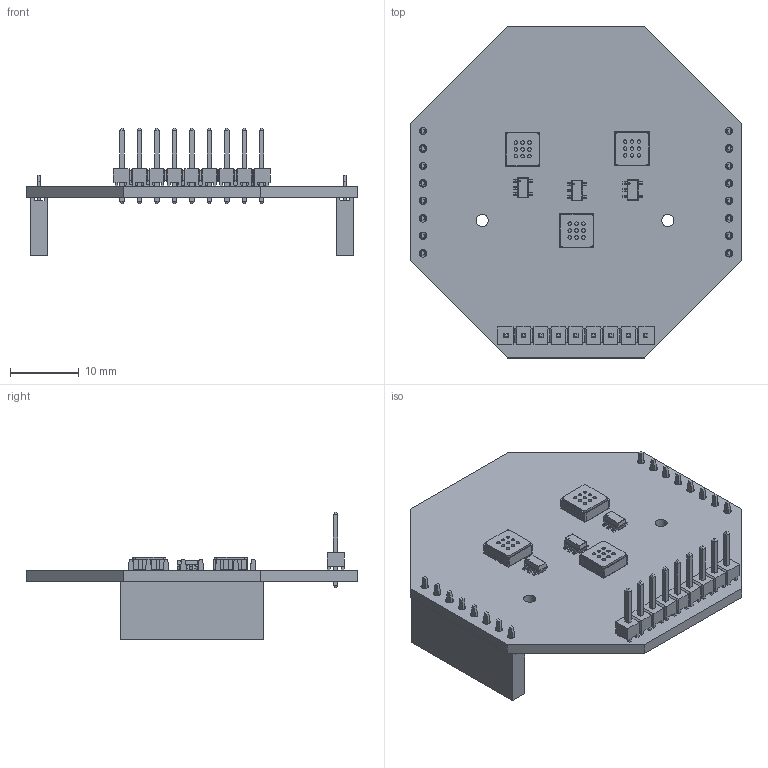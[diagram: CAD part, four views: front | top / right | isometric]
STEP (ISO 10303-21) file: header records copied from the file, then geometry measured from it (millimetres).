
FILE_DESCRIPTION(('Open CASCADE Model'),'2;1');
FILE_NAME('Open CASCADE Shape Model','2024-09-27T15:14:45',('Author'),( 'Open CASCADE'),'Open CASCADE STEP processor 7.5','Open CASCADE 7.5' ,'Unknown');
FILE_SCHEMA(('AUTOMOTIVE_DESIGN { 1 0 10303 214 1 1 1 1 }'));
Length unit declared in the file: millimetre
Products named in the file (23): PCB; Board; Open CASCADE STEP translator 7.5 1.1.1; IC_; 7827693344; Body; PinsArrayL; PinsArrayR; _; GM-402B; 6735736160; Extruded; J4; HTSW-109-07-G-S; T-1S6-07-HTSW-1--07-9-S; HTSW-109-07-G-S_body; J3; PPTC081LFBN-RC--3DModel-STEP-56544; J2
Assembly tree (29 placements, depth 4):
  PCB
    Board
      Open CASCADE STEP translator 7.5 1.1.1
    IC_
      7827693344
        Body
        PinsArrayL
        PinsArrayR
    IC_
      7827693344
        Body
        PinsArrayL
        PinsArrayR
    IC_
      7827693344
        Body
        PinsArrayL
        PinsArrayR
    _
      GM-402B
      6735736160
        Extruded
    _
      GM-402B
      6735736160
        Extruded
    _
      GM-402B
      6735736160
        Extruded
    J4
      HTSW-109-07-G-S
        T-1S6-07-HTSW-1--07-9-S
        HTSW-109-07-G-S_body
    J3
      PPTC081LFBN-RC--3DModel-STEP-56544
    J2
      PPTC081LFBN-RC--3DModel-STEP-56544
Bounding box: 48.28 x 48.28 x 18.49 mm (x, y, z)
Volume: 4233.9 mm3; surface area: 7337.3 mm2
Topology: 45 solids, 45 shells, 1377 faces, 3491 edges, 2234 vertices
Faces by surface type: plane 1104, cylinder 273
Full cylindrical faces by diameter (mm): 0.2 x3, 1.02 x9, 1.1 x16, 1.75 x2
Entity records: 26538 total; most frequent: CARTESIAN_POINT 4442, ORIENTED_EDGE 4350, DIRECTION 4195, EDGE_CURVE 2175, LINE 1933, VECTOR 1933, VERTEX_POINT 1378, AXIS2_PLACEMENT_3D 1131
